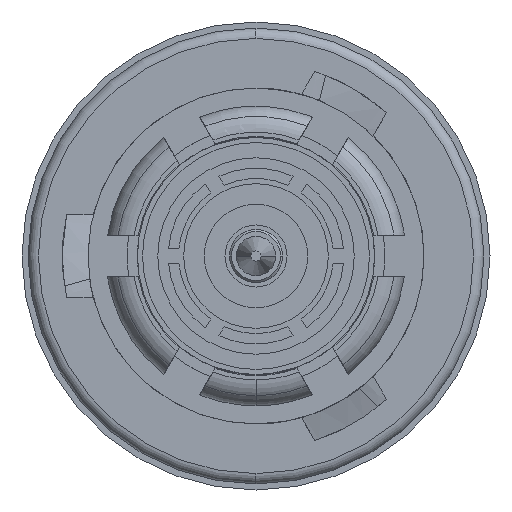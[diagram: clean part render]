
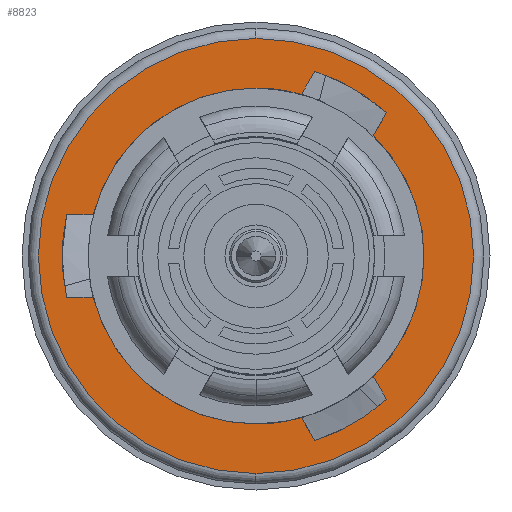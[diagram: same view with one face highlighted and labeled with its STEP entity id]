
A CAD part, left-side view. The second image highlights one B-rep face of the part: STEP entity #8823.
In plain terms, the highlighted face is planar.
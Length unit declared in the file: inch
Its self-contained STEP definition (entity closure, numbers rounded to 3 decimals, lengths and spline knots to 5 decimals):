
#1 = CARTESIAN_POINT ( 'NONE',  ( 0., -0.12629, 0.13859 ) ) ;
#20 = CARTESIAN_POINT ( 'NONE',  ( 0., 0., 0.21045 ) ) ;
#32 = VERTEX_POINT ( 'NONE', #2366 ) ;
#68 = CARTESIAN_POINT ( 'NONE',  ( 0., 0., 0. ) ) ;
#208 = CIRCLE ( 'NONE', #4406, 0.1875 ) ;
#214 = AXIS2_PLACEMENT_3D ( 'NONE', #7124, #256, #9020 ) ;
#225 = DIRECTION ( 'NONE',  ( 0., 0., 1. ) ) ;
#256 = DIRECTION ( 'NONE',  ( -1., 0., 0. ) ) ;
#325 = DIRECTION ( 'NONE',  ( -1., 0., 0. ) ) ;
#495 = CIRCLE ( 'NONE', #7363, 0.21045 ) ;
#609 = VECTOR ( 'NONE', #3905, 39.37008 ) ;
#662 = CARTESIAN_POINT ( 'NONE',  ( 0., -0.04404, -0.15642 ) ) ;
#737 = CARTESIAN_POINT ( 'NONE',  ( 0., -0.11345, -0.11635 ) ) ;
#796 = CARTESIAN_POINT ( 'NONE',  ( 0., -0.05688, 0.17866 ) ) ;
#810 = DIRECTION ( 'NONE',  ( -1., 0., 0. ) ) ;
#843 = AXIS2_PLACEMENT_3D ( 'NONE', #7105, #6458, #5529 ) ;
#905 = CARTESIAN_POINT ( 'NONE',  ( 0., 0., 0. ) ) ;
#1003 = DIRECTION ( 'NONE',  ( 0., 0., 1. ) ) ;
#1025 = CARTESIAN_POINT ( 'NONE',  ( 0., -0.11345, 0.11635 ) ) ;
#1100 = FACE_OUTER_BOUND ( 'NONE', #1425, .T. ) ;
#1280 = DIRECTION ( 'NONE',  ( 0., 0., 1. ) ) ;
#1425 = EDGE_LOOP ( 'NONE', ( #9550, #2400 ) ) ;
#1448 = EDGE_CURVE ( 'NONE', #7599, #6303, #6326, .T. ) ;
#1559 = ORIENTED_EDGE ( 'NONE', *, *, #8365, .T. ) ;
#1811 = CARTESIAN_POINT ( 'NONE',  ( 0., 0.15748, 0.04007 ) ) ;
#1867 = CARTESIAN_POINT ( 'NONE',  ( 0., 0., 0. ) ) ;
#1897 = CARTESIAN_POINT ( 'NONE',  ( 0., 0.18317, 0.04007 ) ) ;
#2003 = CARTESIAN_POINT ( 'NONE',  ( 0., -0.12629, 0.13859 ) ) ;
#2023 = VERTEX_POINT ( 'NONE', #737 ) ;
#2057 = DIRECTION ( 'NONE',  ( 0., 0., 1. ) ) ;
#2133 = DIRECTION ( 'NONE',  ( 0., 0., 1. ) ) ;
#2229 = AXIS2_PLACEMENT_3D ( 'NONE', #5523, #6119, #9131 ) ;
#2252 = VERTEX_POINT ( 'NONE', #4667 ) ;
#2366 = CARTESIAN_POINT ( 'NONE',  ( 0., -0.05688, 0.17866 ) ) ;
#2370 = LINE ( 'NONE', #5243, #3624 ) ;
#2400 = ORIENTED_EDGE ( 'NONE', *, *, #1448, .F. ) ;
#2694 = DIRECTION ( 'NONE',  ( 0., 0., 1. ) ) ;
#2709 = ORIENTED_EDGE ( 'NONE', *, *, #5568, .T. ) ;
#2878 = CARTESIAN_POINT ( 'NONE',  ( 0., 0., 0. ) ) ;
#2921 = VECTOR ( 'NONE', #5952, 39.37008 ) ;
#3055 = VERTEX_POINT ( 'NONE', #662 ) ;
#3073 = LINE ( 'NONE', #796, #609 ) ;
#3168 = EDGE_CURVE ( 'NONE', #5332, #6900, #3574, .T. ) ;
#3211 = ORIENTED_EDGE ( 'NONE', *, *, #7319, .T. ) ;
#3437 = ORIENTED_EDGE ( 'NONE', *, *, #4892, .F. ) ;
#3444 = VERTEX_POINT ( 'NONE', #1 ) ;
#3569 = AXIS2_PLACEMENT_3D ( 'NONE', #68, #810, #7292 ) ;
#3574 = LINE ( 'NONE', #7340, #4334 ) ;
#3610 = CIRCLE ( 'NONE', #5634, 0.1875 ) ;
#3624 = VECTOR ( 'NONE', #6615, 39.37008 ) ;
#3697 = VERTEX_POINT ( 'NONE', #8133 ) ;
#3786 = AXIS2_PLACEMENT_3D ( 'NONE', #4017, #6958, #225 ) ;
#3892 = EDGE_CURVE ( 'NONE', #3697, #7775, #4018, .T. ) ;
#3905 = DIRECTION ( 'NONE',  ( 0., -0.5, 0.866 ) ) ;
#4017 = CARTESIAN_POINT ( 'NONE',  ( 0., 0., 0. ) ) ;
#4018 = CIRCLE ( 'NONE', #3569, 0.1625 ) ;
#4152 = VERTEX_POINT ( 'NONE', #5515 ) ;
#4153 = DIRECTION ( 'NONE',  ( -1., 0., 0. ) ) ;
#4176 = DIRECTION ( 'NONE',  ( 0., 0.5, 0.866 ) ) ;
#4190 = ORIENTED_EDGE ( 'NONE', *, *, #3168, .F. ) ;
#4242 = ORIENTED_EDGE ( 'NONE', *, *, #6210, .T. ) ;
#4307 = EDGE_LOOP ( 'NONE', ( #2709, #3437, #5026, #8046, #6117, #5678, #4190, #5733, #1559, #9112, #3211, #4752, #4242, #6959 ) ) ;
#4334 = VECTOR ( 'NONE', #6555, 39.37008 ) ;
#4361 = EDGE_CURVE ( 'NONE', #2023, #4152, #5272, .T. ) ;
#4406 = AXIS2_PLACEMENT_3D ( 'NONE', #4886, #7147, #2694 ) ;
#4521 = VECTOR ( 'NONE', #4176, 39.37008 ) ;
#4667 = CARTESIAN_POINT ( 'NONE',  ( 0., -0.05688, -0.17866 ) ) ;
#4677 = CIRCLE ( 'NONE', #8714, 0.1875 ) ;
#4752 = ORIENTED_EDGE ( 'NONE', *, *, #4361, .F. ) ;
#4805 = FACE_BOUND ( 'NONE', #4307, .T. ) ;
#4886 = CARTESIAN_POINT ( 'NONE',  ( 0., 0., 0. ) ) ;
#4892 = EDGE_CURVE ( 'NONE', #3697, #32, #3073, .T. ) ;
#4992 = VECTOR ( 'NONE', #5709, 39.37008 ) ;
#5026 = ORIENTED_EDGE ( 'NONE', *, *, #3892, .T. ) ;
#5146 = AXIS2_PLACEMENT_3D ( 'NONE', #905, #6063, #1003 ) ;
#5241 = CARTESIAN_POINT ( 'NONE',  ( 0., 0.15748, -0.04007 ) ) ;
#5243 = CARTESIAN_POINT ( 'NONE',  ( 0., 0.18317, 0.04007 ) ) ;
#5272 = LINE ( 'NONE', #8875, #2921 ) ;
#5332 = VERTEX_POINT ( 'NONE', #5241 ) ;
#5488 = CARTESIAN_POINT ( 'NONE',  ( 0., 0., 0. ) ) ;
#5515 = CARTESIAN_POINT ( 'NONE',  ( 0., -0.12629, -0.13859 ) ) ;
#5523 = CARTESIAN_POINT ( 'NONE',  ( 0., 0., 0. ) ) ;
#5529 = DIRECTION ( 'NONE',  ( 0., 0., 1. ) ) ;
#5568 = EDGE_CURVE ( 'NONE', #3444, #32, #4677, .T. ) ;
#5634 = AXIS2_PLACEMENT_3D ( 'NONE', #6519, #7260, #2133 ) ;
#5647 = CIRCLE ( 'NONE', #214, 0.1625 ) ;
#5673 = CARTESIAN_POINT ( 'NONE',  ( 0., 0., -0.21045 ) ) ;
#5678 = ORIENTED_EDGE ( 'NONE', *, *, #8435, .T. ) ;
#5687 = LINE ( 'NONE', #9339, #4521 ) ;
#5709 = DIRECTION ( 'NONE',  ( 0., 0.5, -0.866 ) ) ;
#5733 = ORIENTED_EDGE ( 'NONE', *, *, #8648, .T. ) ;
#5797 = VERTEX_POINT ( 'NONE', #1025 ) ;
#5859 = VERTEX_POINT ( 'NONE', #7122 ) ;
#5911 = EDGE_CURVE ( 'NONE', #2252, #3055, #5687, .T. ) ;
#5952 = DIRECTION ( 'NONE',  ( 0., -0.5, -0.866 ) ) ;
#6063 = DIRECTION ( 'NONE',  ( -1., 0., 0. ) ) ;
#6117 = ORIENTED_EDGE ( 'NONE', *, *, #8307, .F. ) ;
#6119 = DIRECTION ( 'NONE',  ( -1., 0., 0. ) ) ;
#6128 = DIRECTION ( 'NONE',  ( 0., 0., 1. ) ) ;
#6148 = CARTESIAN_POINT ( 'NONE',  ( 0., 0., 0.1625 ) ) ;
#6210 = EDGE_CURVE ( 'NONE', #2023, #5797, #9333, .T. ) ;
#6303 = VERTEX_POINT ( 'NONE', #20 ) ;
#6326 = CIRCLE ( 'NONE', #7276, 0.21045 ) ;
#6455 = EDGE_CURVE ( 'NONE', #3444, #5797, #8828, .T. ) ;
#6458 = DIRECTION ( 'NONE',  ( -1., 0., 0. ) ) ;
#6519 = CARTESIAN_POINT ( 'NONE',  ( 0., 0., 0. ) ) ;
#6555 = DIRECTION ( 'NONE',  ( 0., 1., 0. ) ) ;
#6586 = CARTESIAN_POINT ( 'NONE',  ( 0., 0.18317, -0.04007 ) ) ;
#6615 = DIRECTION ( 'NONE',  ( 0., -1., 0. ) ) ;
#6900 = VERTEX_POINT ( 'NONE', #6586 ) ;
#6958 = DIRECTION ( 'NONE',  ( -1., 0., 0. ) ) ;
#6959 = ORIENTED_EDGE ( 'NONE', *, *, #6455, .F. ) ;
#7105 = CARTESIAN_POINT ( 'NONE',  ( 0., 0.21045, 0. ) ) ;
#7122 = CARTESIAN_POINT ( 'NONE',  ( 0., 0., -0.1625 ) ) ;
#7124 = CARTESIAN_POINT ( 'NONE',  ( 0., 0., 0. ) ) ;
#7147 = DIRECTION ( 'NONE',  ( -1., 0., 0. ) ) ;
#7260 = DIRECTION ( 'NONE',  ( -1., 0., 0. ) ) ;
#7276 = AXIS2_PLACEMENT_3D ( 'NONE', #1867, #4153, #1280 ) ;
#7292 = DIRECTION ( 'NONE',  ( 0., 0., 1. ) ) ;
#7319 = EDGE_CURVE ( 'NONE', #2252, #4152, #3610, .T. ) ;
#7340 = CARTESIAN_POINT ( 'NONE',  ( 0., 0.18317, -0.04007 ) ) ;
#7363 = AXIS2_PLACEMENT_3D ( 'NONE', #5488, #325, #6128 ) ;
#7422 = EDGE_CURVE ( 'NONE', #6303, #7599, #495, .T. ) ;
#7599 = VERTEX_POINT ( 'NONE', #5673 ) ;
#7674 = CIRCLE ( 'NONE', #2229, 0.1625 ) ;
#7775 = VERTEX_POINT ( 'NONE', #6148 ) ;
#7848 = VERTEX_POINT ( 'NONE', #1811 ) ;
#8046 = ORIENTED_EDGE ( 'NONE', *, *, #8407, .T. ) ;
#8133 = CARTESIAN_POINT ( 'NONE',  ( 0., -0.04404, 0.15642 ) ) ;
#8307 = EDGE_CURVE ( 'NONE', #9021, #7848, #2370, .T. ) ;
#8365 = EDGE_CURVE ( 'NONE', #5859, #3055, #7674, .T. ) ;
#8407 = EDGE_CURVE ( 'NONE', #7775, #7848, #8759, .T. ) ;
#8435 = EDGE_CURVE ( 'NONE', #9021, #6900, #208, .T. ) ;
#8648 = EDGE_CURVE ( 'NONE', #5332, #5859, #5647, .T. ) ;
#8714 = AXIS2_PLACEMENT_3D ( 'NONE', #2878, #9398, #2057 ) ;
#8759 = CIRCLE ( 'NONE', #3786, 0.1625 ) ;
#8823 = ADVANCED_FACE ( 'NONE', ( #4805, #1100 ), #9231, .F. ) ;
#8828 = LINE ( 'NONE', #2003, #4992 ) ;
#8875 = CARTESIAN_POINT ( 'NONE',  ( 0., -0.12629, -0.13859 ) ) ;
#9020 = DIRECTION ( 'NONE',  ( 0., 0., 1. ) ) ;
#9021 = VERTEX_POINT ( 'NONE', #1897 ) ;
#9112 = ORIENTED_EDGE ( 'NONE', *, *, #5911, .F. ) ;
#9131 = DIRECTION ( 'NONE',  ( 0., 0., 1. ) ) ;
#9231 = PLANE ( 'NONE',  #843 ) ;
#9333 = CIRCLE ( 'NONE', #5146, 0.1625 ) ;
#9339 = CARTESIAN_POINT ( 'NONE',  ( 0., -0.05688, -0.17866 ) ) ;
#9398 = DIRECTION ( 'NONE',  ( -1., 0., 0. ) ) ;
#9550 = ORIENTED_EDGE ( 'NONE', *, *, #7422, .F. ) ;
